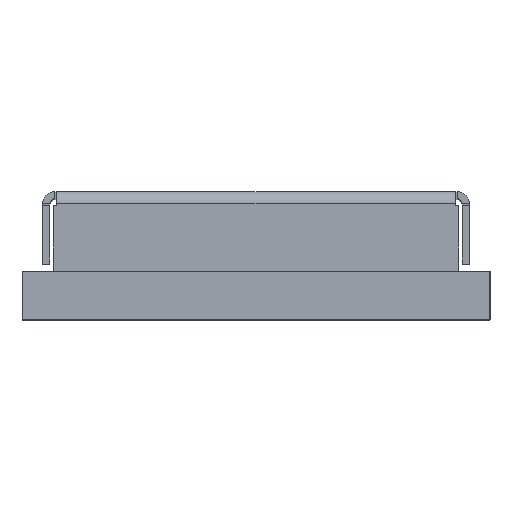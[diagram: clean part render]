
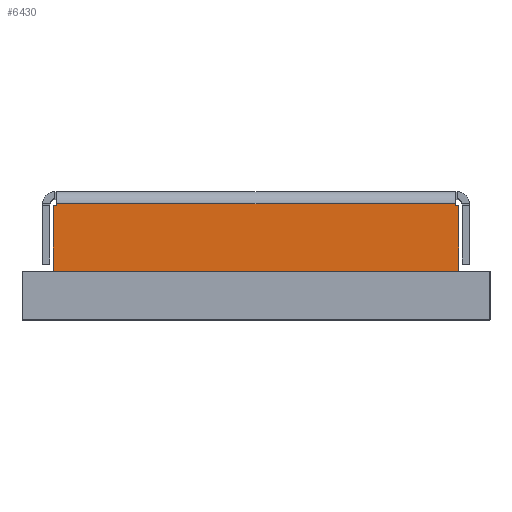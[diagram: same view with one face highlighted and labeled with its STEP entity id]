
A CAD part, top view. The second image highlights one B-rep face of the part: STEP entity #6430.
In plain terms, the highlighted planar face has unit normal (0, 0, 1).
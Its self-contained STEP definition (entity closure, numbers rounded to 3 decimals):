
#283 = VERTEX_POINT ( 'NONE', #13663 ) ;
#349 = CARTESIAN_POINT ( 'NONE',  ( 4.199, 2.362, 4.59 ) ) ;
#428 = EDGE_LOOP ( 'NONE', ( #10705, #12491, #10716, #12150, #12757, #13758, #2680, #1403 ) ) ;
#572 = VECTOR ( 'NONE', #828, 1000. ) ;
#828 = DIRECTION ( 'NONE',  ( 0., 1., 0. ) ) ;
#1111 = CARTESIAN_POINT ( 'NONE',  ( -4.199, 2.362, 4.59 ) ) ;
#1235 = EDGE_CURVE ( 'NONE', #9712, #10767, #9482, .T. ) ;
#1403 = ORIENTED_EDGE ( 'NONE', *, *, #14016, .T. ) ;
#1500 = CARTESIAN_POINT ( 'NONE',  ( -4.133, 18.044, 4.59 ) ) ;
#1547 = DIRECTION ( 'NONE',  ( 0., -1., 0. ) ) ;
#2040 = DIRECTION ( 'NONE',  ( 0., 0., -1. ) ) ;
#2098 = LINE ( 'NONE', #5216, #4029 ) ;
#2271 = DIRECTION ( 'NONE',  ( 0., 1., 0. ) ) ;
#2370 = EDGE_CURVE ( 'NONE', #13741, #2394, #10935, .T. ) ;
#2394 = VERTEX_POINT ( 'NONE', #6382 ) ;
#2680 = ORIENTED_EDGE ( 'NONE', *, *, #5577, .T. ) ;
#3097 = CARTESIAN_POINT ( 'NONE',  ( -4.133, 2.4, 4.59 ) ) ;
#3201 = DIRECTION ( 'NONE',  ( -1., 0., 0. ) ) ;
#3267 = FACE_OUTER_BOUND ( 'NONE', #428, .T. ) ;
#4029 = VECTOR ( 'NONE', #11972, 1000. ) ;
#4766 = LINE ( 'NONE', #13457, #7875 ) ;
#4851 = LINE ( 'NONE', #1500, #9700 ) ;
#5216 = CARTESIAN_POINT ( 'NONE',  ( -4.42, 1., 4.59 ) ) ;
#5544 = CARTESIAN_POINT ( 'NONE',  ( 4.133, 2.4, 4.59 ) ) ;
#5577 = EDGE_CURVE ( 'NONE', #9485, #8680, #7589, .T. ) ;
#5620 = VERTEX_POINT ( 'NONE', #9744 ) ;
#6230 = CARTESIAN_POINT ( 'NONE',  ( -4.42, 2.362, 4.59 ) ) ;
#6382 = CARTESIAN_POINT ( 'NONE',  ( -4.133, 2.362, 4.59 ) ) ;
#6430 = ADVANCED_FACE ( 'NONE', ( #3267 ), #9579, .F. ) ;
#7328 = VECTOR ( 'NONE', #11384, 1000. ) ;
#7459 = CARTESIAN_POINT ( 'NONE',  ( -4.42, 2.362, 4.59 ) ) ;
#7589 = LINE ( 'NONE', #11731, #7912 ) ;
#7875 = VECTOR ( 'NONE', #1547, 1000. ) ;
#7912 = VECTOR ( 'NONE', #2271, 1000. ) ;
#8403 = AXIS2_PLACEMENT_3D ( 'NONE', #8500, #2040, #3201 ) ;
#8500 = CARTESIAN_POINT ( 'NONE',  ( -4.42, 18.044, 4.59 ) ) ;
#8680 = VERTEX_POINT ( 'NONE', #349 ) ;
#9415 = EDGE_CURVE ( 'NONE', #10767, #2394, #4851, .T. ) ;
#9482 = LINE ( 'NONE', #13839, #7328 ) ;
#9485 = VERTEX_POINT ( 'NONE', #13623 ) ;
#9579 = PLANE ( 'NONE',  #8403 ) ;
#9656 = VECTOR ( 'NONE', #11590, 1000. ) ;
#9700 = VECTOR ( 'NONE', #13264, 1000. ) ;
#9712 = VERTEX_POINT ( 'NONE', #5544 ) ;
#9725 = EDGE_CURVE ( 'NONE', #13741, #5620, #4766, .T. ) ;
#9744 = CARTESIAN_POINT ( 'NONE',  ( -4.199, 1., 4.59 ) ) ;
#9746 = DIRECTION ( 'NONE',  ( 1., 0., 0. ) ) ;
#10578 = CARTESIAN_POINT ( 'NONE',  ( 4.133, 18.044, 4.59 ) ) ;
#10705 = ORIENTED_EDGE ( 'NONE', *, *, #11395, .T. ) ;
#10716 = ORIENTED_EDGE ( 'NONE', *, *, #9415, .T. ) ;
#10767 = VERTEX_POINT ( 'NONE', #3097 ) ;
#10935 = LINE ( 'NONE', #7459, #13762 ) ;
#11384 = DIRECTION ( 'NONE',  ( -1., 0., 0. ) ) ;
#11395 = EDGE_CURVE ( 'NONE', #283, #9712, #12660, .T. ) ;
#11590 = DIRECTION ( 'NONE',  ( -1., 0., 0. ) ) ;
#11731 = CARTESIAN_POINT ( 'NONE',  ( 4.199, 18.044, 4.59 ) ) ;
#11972 = DIRECTION ( 'NONE',  ( 1., 0., 0. ) ) ;
#12150 = ORIENTED_EDGE ( 'NONE', *, *, #2370, .F. ) ;
#12491 = ORIENTED_EDGE ( 'NONE', *, *, #1235, .T. ) ;
#12562 = EDGE_CURVE ( 'NONE', #5620, #9485, #2098, .T. ) ;
#12600 = LINE ( 'NONE', #6230, #9656 ) ;
#12660 = LINE ( 'NONE', #10578, #572 ) ;
#12757 = ORIENTED_EDGE ( 'NONE', *, *, #9725, .T. ) ;
#13264 = DIRECTION ( 'NONE',  ( 0., -1., 0. ) ) ;
#13457 = CARTESIAN_POINT ( 'NONE',  ( -4.199, 18.044, 4.59 ) ) ;
#13623 = CARTESIAN_POINT ( 'NONE',  ( 4.199, 1., 4.59 ) ) ;
#13663 = CARTESIAN_POINT ( 'NONE',  ( 4.133, 2.362, 4.59 ) ) ;
#13741 = VERTEX_POINT ( 'NONE', #1111 ) ;
#13758 = ORIENTED_EDGE ( 'NONE', *, *, #12562, .T. ) ;
#13762 = VECTOR ( 'NONE', #9746, 1000. ) ;
#13839 = CARTESIAN_POINT ( 'NONE',  ( -4.133, 2.4, 4.59 ) ) ;
#14016 = EDGE_CURVE ( 'NONE', #8680, #283, #12600, .T. ) ;
